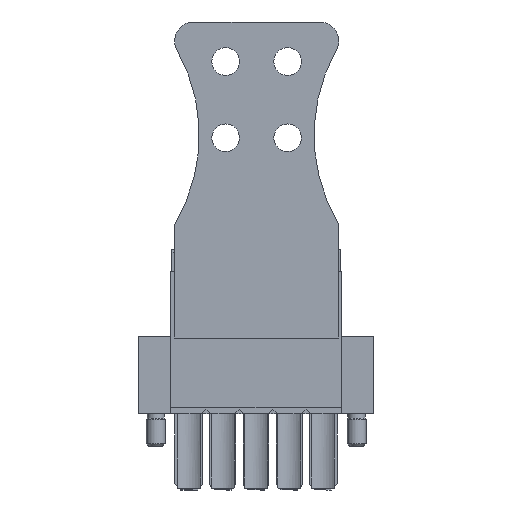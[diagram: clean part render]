
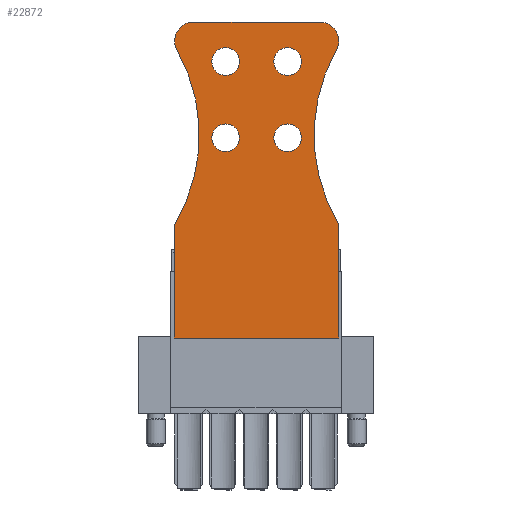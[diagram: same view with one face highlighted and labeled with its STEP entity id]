
A CAD part, front view. The second image highlights one B-rep face of the part: STEP entity #22872.
In plain terms, the highlighted planar face has unit normal (0, -1, 0).
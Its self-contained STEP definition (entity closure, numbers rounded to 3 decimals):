
#22497=AXIS2_PLACEMENT_3D('Circle Axis2P3D',#22495,#22496,$) ;
#22741=AXIS2_PLACEMENT_3D('Plane Axis2P3D',#22738,#22739,#22740) ;
#22759=AXIS2_PLACEMENT_3D('Circle Axis2P3D',#22757,#22758,$) ;
#22773=AXIS2_PLACEMENT_3D('Circle Axis2P3D',#22771,#22772,$) ;
#22780=AXIS2_PLACEMENT_3D('Circle Axis2P3D',#22778,#22779,$) ;
#22802=AXIS2_PLACEMENT_3D('Circle Axis2P3D',#22800,#22801,$) ;
#22811=AXIS2_PLACEMENT_3D('Circle Axis2P3D',#22809,#22810,$) ;
#22820=AXIS2_PLACEMENT_3D('Circle Axis2P3D',#22818,#22819,$) ;
#22829=AXIS2_PLACEMENT_3D('Circle Axis2P3D',#22827,#22828,$) ;
#22838=AXIS2_PLACEMENT_3D('Circle Axis2P3D',#22836,#22837,$) ;
#22847=AXIS2_PLACEMENT_3D('Circle Axis2P3D',#22845,#22846,$) ;
#22856=AXIS2_PLACEMENT_3D('Circle Axis2P3D',#22854,#22855,$) ;
#22865=AXIS2_PLACEMENT_3D('Circle Axis2P3D',#22863,#22864,$) ;
#22490=CARTESIAN_POINT('Vertex',(20.739,0.,46.117)) ;
#22495=CARTESIAN_POINT('Axis2P3D Location',(36.61,0.,37.218)) ;
#22499=CARTESIAN_POINT('Vertex',(21.015,0.,27.845)) ;
#22738=CARTESIAN_POINT('Axis2P3D Location',(12.395,0.,15.945)) ;
#22743=CARTESIAN_POINT('Line Origine',(12.395,0.,15.945)) ;
#22747=CARTESIAN_POINT('Vertex',(21.015,0.,15.945)) ;
#22749=CARTESIAN_POINT('Vertex',(3.775,0.,15.945)) ;
#22752=CARTESIAN_POINT('Line Origine',(21.015,0.,21.895)) ;
#22757=CARTESIAN_POINT('Axis2P3D Location',(18.995,0.,47.095)) ;
#22761=CARTESIAN_POINT('Vertex',(18.995,0.,49.095)) ;
#22764=CARTESIAN_POINT('Line Origine',(12.395,0.,49.095)) ;
#22768=CARTESIAN_POINT('Vertex',(5.795,0.,49.095)) ;
#22771=CARTESIAN_POINT('Axis2P3D Location',(5.795,0.,47.095)) ;
#22775=CARTESIAN_POINT('Vertex',(4.051,0.,46.117)) ;
#22778=CARTESIAN_POINT('Axis2P3D Location',(-11.82,0.,37.218)) ;
#22782=CARTESIAN_POINT('Vertex',(3.775,0.,27.845)) ;
#22785=CARTESIAN_POINT('Line Origine',(3.775,0.,21.895)) ;
#22800=CARTESIAN_POINT('Axis2P3D Location',(9.145,0.,36.945)) ;
#22804=CARTESIAN_POINT('Vertex',(10.595,0.,36.945)) ;
#22806=CARTESIAN_POINT('Vertex',(7.695,0.,36.945)) ;
#22809=CARTESIAN_POINT('Axis2P3D Location',(9.145,0.,36.945)) ;
#22818=CARTESIAN_POINT('Axis2P3D Location',(9.145,0.,44.945)) ;
#22822=CARTESIAN_POINT('Vertex',(10.595,0.,44.945)) ;
#22824=CARTESIAN_POINT('Vertex',(7.695,0.,44.945)) ;
#22827=CARTESIAN_POINT('Axis2P3D Location',(9.145,0.,44.945)) ;
#22836=CARTESIAN_POINT('Axis2P3D Location',(15.645,0.,44.945)) ;
#22840=CARTESIAN_POINT('Vertex',(14.195,0.,44.945)) ;
#22842=CARTESIAN_POINT('Vertex',(17.095,0.,44.945)) ;
#22845=CARTESIAN_POINT('Axis2P3D Location',(15.645,0.,44.945)) ;
#22854=CARTESIAN_POINT('Axis2P3D Location',(15.645,0.,36.945)) ;
#22858=CARTESIAN_POINT('Vertex',(14.195,0.,36.945)) ;
#22860=CARTESIAN_POINT('Vertex',(17.095,0.,36.945)) ;
#22863=CARTESIAN_POINT('Axis2P3D Location',(15.645,0.,36.945)) ;
#22496=DIRECTION('Axis2P3D Direction',(0.,1.,-0.)) ;
#22739=DIRECTION('Axis2P3D Direction',(0.,1.,-0.)) ;
#22740=DIRECTION('Axis2P3D XDirection',(-1.,0.,0.)) ;
#22744=DIRECTION('Vector Direction',(-1.,0.,0.)) ;
#22753=DIRECTION('Vector Direction',(0.,0.,1.)) ;
#22758=DIRECTION('Axis2P3D Direction',(0.,1.,-0.)) ;
#22765=DIRECTION('Vector Direction',(-1.,0.,0.)) ;
#22772=DIRECTION('Axis2P3D Direction',(0.,1.,-0.)) ;
#22779=DIRECTION('Axis2P3D Direction',(0.,1.,-0.)) ;
#22786=DIRECTION('Vector Direction',(0.,0.,1.)) ;
#22801=DIRECTION('Axis2P3D Direction',(0.,1.,-0.)) ;
#22810=DIRECTION('Axis2P3D Direction',(0.,1.,-0.)) ;
#22819=DIRECTION('Axis2P3D Direction',(0.,1.,-0.)) ;
#22828=DIRECTION('Axis2P3D Direction',(0.,1.,-0.)) ;
#22837=DIRECTION('Axis2P3D Direction',(0.,1.,-0.)) ;
#22846=DIRECTION('Axis2P3D Direction',(0.,1.,-0.)) ;
#22855=DIRECTION('Axis2P3D Direction',(0.,1.,-0.)) ;
#22864=DIRECTION('Axis2P3D Direction',(0.,1.,-0.)) ;
#22745=VECTOR('Line Direction',#22744,1.) ;
#22754=VECTOR('Line Direction',#22753,1.) ;
#22766=VECTOR('Line Direction',#22765,1.) ;
#22787=VECTOR('Line Direction',#22786,1.) ;
#22791=ORIENTED_EDGE('',*,*,#22751,.F.) ;
#22792=ORIENTED_EDGE('',*,*,#22756,.T.) ;
#22793=ORIENTED_EDGE('',*,*,#22501,.T.) ;
#22794=ORIENTED_EDGE('',*,*,#22763,.F.) ;
#22795=ORIENTED_EDGE('',*,*,#22770,.F.) ;
#22796=ORIENTED_EDGE('',*,*,#22777,.F.) ;
#22797=ORIENTED_EDGE('',*,*,#22784,.T.) ;
#22798=ORIENTED_EDGE('',*,*,#22789,.F.) ;
#22815=ORIENTED_EDGE('',*,*,#22808,.T.) ;
#22816=ORIENTED_EDGE('',*,*,#22813,.T.) ;
#22833=ORIENTED_EDGE('',*,*,#22826,.T.) ;
#22834=ORIENTED_EDGE('',*,*,#22831,.T.) ;
#22851=ORIENTED_EDGE('',*,*,#22844,.T.) ;
#22852=ORIENTED_EDGE('',*,*,#22849,.T.) ;
#22869=ORIENTED_EDGE('',*,*,#22862,.T.) ;
#22870=ORIENTED_EDGE('',*,*,#22867,.T.) ;
#22817=FACE_BOUND('',#22814,.T.) ;
#22835=FACE_BOUND('',#22832,.T.) ;
#22853=FACE_BOUND('',#22850,.T.) ;
#22871=FACE_BOUND('',#22868,.T.) ;
#22872=ADVANCED_FACE('Hauptk\X2\00F6\X0\rper',(#22799,#22817,#22835,#22853,#22871),#22742,.F.) ;
#22498=CIRCLE('generated circle',#22497,18.195) ;
#22760=CIRCLE('generated circle',#22759,2.) ;
#22774=CIRCLE('generated circle',#22773,2.) ;
#22781=CIRCLE('generated circle',#22780,18.195) ;
#22803=CIRCLE('generated circle',#22802,1.45) ;
#22812=CIRCLE('generated circle',#22811,1.45) ;
#22821=CIRCLE('generated circle',#22820,1.45) ;
#22830=CIRCLE('generated circle',#22829,1.45) ;
#22839=CIRCLE('generated circle',#22838,1.45) ;
#22848=CIRCLE('generated circle',#22847,1.45) ;
#22857=CIRCLE('generated circle',#22856,1.45) ;
#22866=CIRCLE('generated circle',#22865,1.45) ;
#22501=EDGE_CURVE('',#22500,#22491,#22498,.T.) ;
#22751=EDGE_CURVE('',#22748,#22750,#22746,.T.) ;
#22756=EDGE_CURVE('',#22748,#22500,#22755,.T.) ;
#22763=EDGE_CURVE('',#22762,#22491,#22760,.T.) ;
#22770=EDGE_CURVE('',#22769,#22762,#22767,.F.) ;
#22777=EDGE_CURVE('',#22776,#22769,#22774,.T.) ;
#22784=EDGE_CURVE('',#22776,#22783,#22781,.T.) ;
#22789=EDGE_CURVE('',#22750,#22783,#22788,.T.) ;
#22808=EDGE_CURVE('',#22805,#22807,#22803,.T.) ;
#22813=EDGE_CURVE('',#22807,#22805,#22812,.T.) ;
#22826=EDGE_CURVE('',#22823,#22825,#22821,.T.) ;
#22831=EDGE_CURVE('',#22825,#22823,#22830,.T.) ;
#22844=EDGE_CURVE('',#22841,#22843,#22839,.T.) ;
#22849=EDGE_CURVE('',#22843,#22841,#22848,.T.) ;
#22862=EDGE_CURVE('',#22859,#22861,#22857,.T.) ;
#22867=EDGE_CURVE('',#22861,#22859,#22866,.T.) ;
#22790=EDGE_LOOP('',(#22791,#22792,#22793,#22794,#22795,#22796,#22797,#22798)) ;
#22814=EDGE_LOOP('',(#22815,#22816)) ;
#22832=EDGE_LOOP('',(#22833,#22834)) ;
#22850=EDGE_LOOP('',(#22851,#22852)) ;
#22868=EDGE_LOOP('',(#22869,#22870)) ;
#22799=FACE_OUTER_BOUND('',#22790,.T.) ;
#22746=LINE('Line',#22743,#22745) ;
#22755=LINE('Line',#22752,#22754) ;
#22767=LINE('Line',#22764,#22766) ;
#22788=LINE('Line',#22785,#22787) ;
#22742=PLANE('',#22741) ;
#22491=VERTEX_POINT('',#22490) ;
#22500=VERTEX_POINT('',#22499) ;
#22748=VERTEX_POINT('',#22747) ;
#22750=VERTEX_POINT('',#22749) ;
#22762=VERTEX_POINT('',#22761) ;
#22769=VERTEX_POINT('',#22768) ;
#22776=VERTEX_POINT('',#22775) ;
#22783=VERTEX_POINT('',#22782) ;
#22805=VERTEX_POINT('',#22804) ;
#22807=VERTEX_POINT('',#22806) ;
#22823=VERTEX_POINT('',#22822) ;
#22825=VERTEX_POINT('',#22824) ;
#22841=VERTEX_POINT('',#22840) ;
#22843=VERTEX_POINT('',#22842) ;
#22859=VERTEX_POINT('',#22858) ;
#22861=VERTEX_POINT('',#22860) ;
